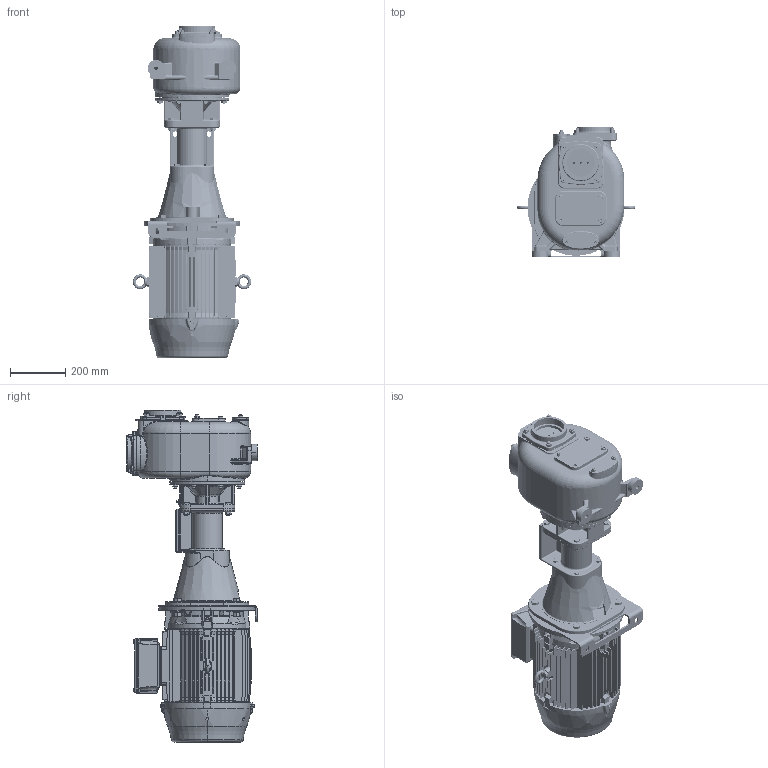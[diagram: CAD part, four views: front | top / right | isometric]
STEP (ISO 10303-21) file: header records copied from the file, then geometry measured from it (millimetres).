
FILE_DESCRIPTION((''),'2;1');
FILE_NAME('S100_BBT__SW0001','2015-10-07T',('Nicola'),(''),'CREO PARAMETRIC BY PTC INC, 2015200','CREO PARAMETRIC BY PTC INC, 2015200','');
FILE_SCHEMA(('CONFIG_CONTROL_DESIGN'));
Products named in the file (1): S100_BBT__SW0001
Bounding box: 427.67 x 470 x 1199.75 mm (x, y, z)
Volume: 48421264.9 mm3; surface area: 3737677.9 mm2
Topology: 3 solids, 11 shells, 4675 faces, 11567 edges, 7123 vertices
Faces by surface type: plane 1563, cylinder 1269, cone 983, bspline 498, torus 261, sphere 81, extrusion 20
Entity records: 240394 total; most frequent: CARTESIAN_POINT 134249, ORIENTED_EDGE 22966, DIRECTION 21222, EDGE_CURVE 11483, AXIS2_PLACEMENT_3D 8572, VERTEX_POINT 7123, EDGE_LOOP 5056, FACE_OUTER_BOUND 4675
